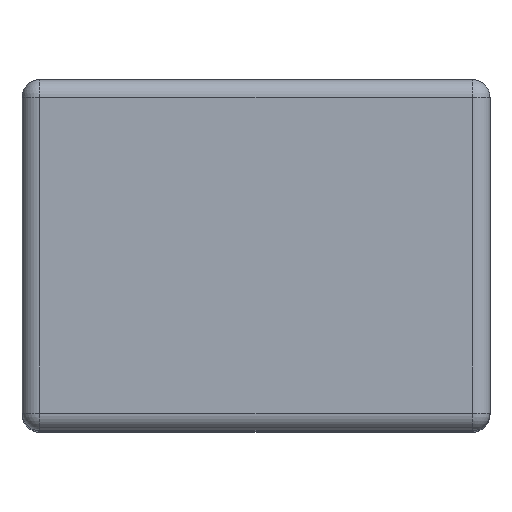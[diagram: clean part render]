
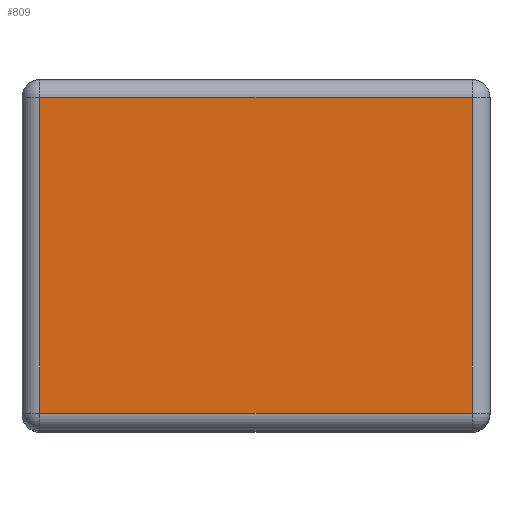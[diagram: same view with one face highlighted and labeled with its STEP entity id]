
A CAD part, top view. The second image highlights one B-rep face of the part: STEP entity #809.
In plain terms, the highlighted planar face has unit normal (0, 0, 1).
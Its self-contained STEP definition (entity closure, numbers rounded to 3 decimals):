
#41 = CARTESIAN_POINT ( 'NONE',  ( -0.37, -0.27, 0. ) ) ;
#80 = EDGE_CURVE ( 'NONE', #1390, #516, #1044, .T. ) ;
#112 = EDGE_LOOP ( 'NONE', ( #626, #737, #541, #416 ) ) ;
#141 = EDGE_CURVE ( 'NONE', #1361, #1390, #387, .T. ) ;
#150 = FACE_OUTER_BOUND ( 'NONE', #112, .T. ) ;
#197 = CARTESIAN_POINT ( 'NONE',  ( 0.37, 0.27, 0. ) ) ;
#240 = DIRECTION ( 'NONE',  ( 1., 0., 0. ) ) ;
#276 = EDGE_CURVE ( 'NONE', #1189, #1361, #1315, .T. ) ;
#387 = LINE ( 'NONE', #1005, #1955 ) ;
#416 = ORIENTED_EDGE ( 'NONE', *, *, #141, .T. ) ;
#516 = VERTEX_POINT ( 'NONE', #197 ) ;
#541 = ORIENTED_EDGE ( 'NONE', *, *, #276, .T. ) ;
#626 = ORIENTED_EDGE ( 'NONE', *, *, #80, .T. ) ;
#650 = VECTOR ( 'NONE', #700, 1000. ) ;
#700 = DIRECTION ( 'NONE',  ( 0., 1., 0. ) ) ;
#726 = CARTESIAN_POINT ( 'NONE',  ( 0., 0.27, 0. ) ) ;
#737 = ORIENTED_EDGE ( 'NONE', *, *, #1609, .T. ) ;
#809 = ADVANCED_FACE ( 'NONE', ( #150 ), #1218, .T. ) ;
#985 = LINE ( 'NONE', #726, #1872 ) ;
#1005 = CARTESIAN_POINT ( 'NONE',  ( 0., -0.27, 0. ) ) ;
#1044 = LINE ( 'NONE', #1630, #650 ) ;
#1111 = CARTESIAN_POINT ( 'NONE',  ( 0., 0., 0. ) ) ;
#1173 = DIRECTION ( 'NONE',  ( -1., 0., 0. ) ) ;
#1189 = VERTEX_POINT ( 'NONE', #1681 ) ;
#1218 = PLANE ( 'NONE',  #1802 ) ;
#1252 = CARTESIAN_POINT ( 'NONE',  ( 0.37, -0.27, 0. ) ) ;
#1315 = LINE ( 'NONE', #1356, #1507 ) ;
#1356 = CARTESIAN_POINT ( 'NONE',  ( -0.37, 0., 0. ) ) ;
#1361 = VERTEX_POINT ( 'NONE', #41 ) ;
#1390 = VERTEX_POINT ( 'NONE', #1252 ) ;
#1507 = VECTOR ( 'NONE', #1663, 1000. ) ;
#1609 = EDGE_CURVE ( 'NONE', #516, #1189, #985, .T. ) ;
#1630 = CARTESIAN_POINT ( 'NONE',  ( 0.37, 0., 0. ) ) ;
#1663 = DIRECTION ( 'NONE',  ( 0., -1., 0. ) ) ;
#1681 = CARTESIAN_POINT ( 'NONE',  ( -0.37, 0.27, 0. ) ) ;
#1709 = DIRECTION ( 'NONE',  ( 0., 0., 1. ) ) ;
#1802 = AXIS2_PLACEMENT_3D ( 'NONE', #1111, #1709, #1890 ) ;
#1872 = VECTOR ( 'NONE', #1173, 1000. ) ;
#1890 = DIRECTION ( 'NONE',  ( 1., 0., 0. ) ) ;
#1955 = VECTOR ( 'NONE', #240, 1000. ) ;
